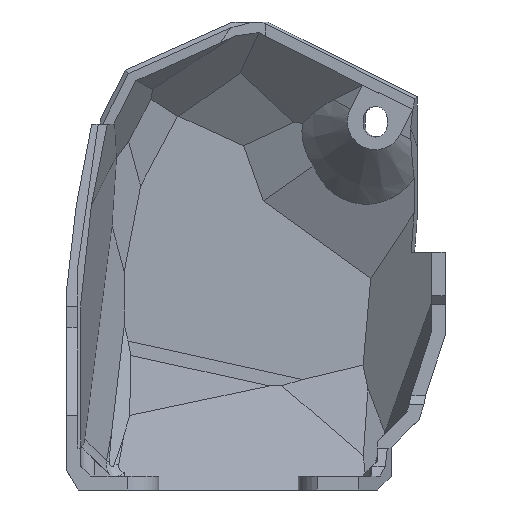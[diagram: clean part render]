
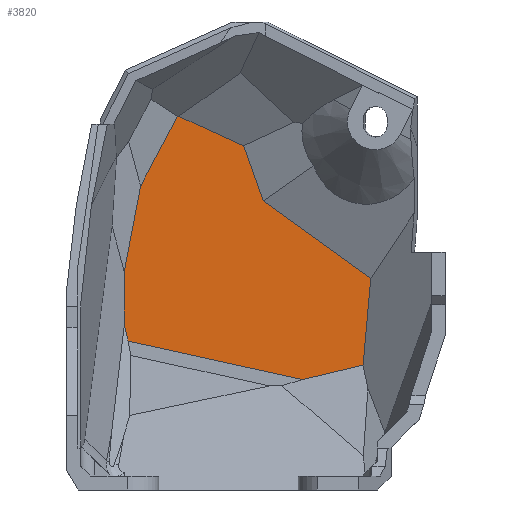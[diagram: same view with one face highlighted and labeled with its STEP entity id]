
A CAD part, left-side view. The second image highlights one B-rep face of the part: STEP entity #3820.
In plain terms, the highlighted planar face has unit normal (-1, 0, 0).
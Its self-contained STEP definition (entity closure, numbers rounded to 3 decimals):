
#4 = LINE ( 'NONE', #1407, #255 ) ;
#5 = EDGE_CURVE ( 'NONE', #3984, #1133, #2639, .T. ) ;
#255 = VECTOR ( 'NONE', #2157, 1000. ) ;
#256 = FACE_OUTER_BOUND ( 'NONE', #3382, .T. ) ;
#277 = CARTESIAN_POINT ( 'NONE',  ( 25., -15.632, 35.2 ) ) ;
#353 = CARTESIAN_POINT ( 'NONE',  ( 25., -0.658, 19.282 ) ) ;
#356 = EDGE_CURVE ( 'NONE', #2849, #3467, #2971, .T. ) ;
#383 = CARTESIAN_POINT ( 'NONE',  ( 25., 1.609, 28.786 ) ) ;
#410 = DIRECTION ( 'NONE',  ( 0., -0.232, -0.973 ) ) ;
#637 = CARTESIAN_POINT ( 'NONE',  ( 25., -27.304, 42.581 ) ) ;
#660 = LINE ( 'NONE', #4596, #854 ) ;
#683 = ORIENTED_EDGE ( 'NONE', *, *, #4553, .T. ) ;
#737 = VERTEX_POINT ( 'NONE', #3318 ) ;
#766 = CARTESIAN_POINT ( 'NONE',  ( 25., -34.265, 15.871 ) ) ;
#854 = VECTOR ( 'NONE', #1348, 1000. ) ;
#900 = CARTESIAN_POINT ( 'NONE',  ( 25., -7.72, 51.384 ) ) ;
#914 = DIRECTION ( 'NONE',  ( 0., 0.335, 0.942 ) ) ;
#990 = DIRECTION ( 'NONE',  ( 0., 0., -1. ) ) ;
#1032 = ORIENTED_EDGE ( 'NONE', *, *, #1694, .T. ) ;
#1040 = EDGE_CURVE ( 'NONE', #3476, #2849, #4, .T. ) ;
#1133 = VERTEX_POINT ( 'NONE', #900 ) ;
#1289 = CARTESIAN_POINT ( 'NONE',  ( 25., -19.972, 39.325 ) ) ;
#1299 = VERTEX_POINT ( 'NONE', #1289 ) ;
#1306 = EDGE_CURVE ( 'NONE', #737, #1299, #3866, .T. ) ;
#1329 = CARTESIAN_POINT ( 'NONE',  ( 25., -15.278, 52.521 ) ) ;
#1348 = DIRECTION ( 'NONE',  ( 0., 0.187, -0.982 ) ) ;
#1390 = DIRECTION ( 'NONE',  ( 0., 1., 0. ) ) ;
#1398 = DIRECTION ( 'NONE',  ( 0., 0.469, -0.883 ) ) ;
#1401 = CARTESIAN_POINT ( 'NONE',  ( 25., -0.113, 29.224 ) ) ;
#1407 = CARTESIAN_POINT ( 'NONE',  ( 25., -17.117, 15.643 ) ) ;
#1424 = VERTEX_POINT ( 'NONE', #1401 ) ;
#1433 = VERTEX_POINT ( 'NONE', #3957 ) ;
#1470 = ORIENTED_EDGE ( 'NONE', *, *, #356, .T. ) ;
#1477 = VERTEX_POINT ( 'NONE', #3642 ) ;
#1481 = VECTOR ( 'NONE', #3164, 1000. ) ;
#1500 = AXIS2_PLACEMENT_3D ( 'NONE', #277, #4690, #1390 ) ;
#1515 = CARTESIAN_POINT ( 'NONE',  ( 25., -25.545, 13.78 ) ) ;
#1537 = ORIENTED_EDGE ( 'NONE', *, *, #4258, .T. ) ;
#1694 = EDGE_CURVE ( 'NONE', #1299, #3963, #4219, .T. ) ;
#1719 = VECTOR ( 'NONE', #410, 1000. ) ;
#1777 = VECTOR ( 'NONE', #990, 1000. ) ;
#1913 = ORIENTED_EDGE ( 'NONE', *, *, #3453, .T. ) ;
#1984 = CARTESIAN_POINT ( 'NONE',  ( 25., -20.843, 53.195 ) ) ;
#2156 = ORIENTED_EDGE ( 'NONE', *, *, #1306, .T. ) ;
#2157 = DIRECTION ( 'NONE',  ( 0., -0.976, -0.216 ) ) ;
#2288 = CARTESIAN_POINT ( 'NONE',  ( 25., -7.923, 51.412 ) ) ;
#2400 = VECTOR ( 'NONE', #4444, 1000. ) ;
#2475 = VECTOR ( 'NONE', #4441, 1000. ) ;
#2506 = VECTOR ( 'NONE', #3568, 1000. ) ;
#2548 = EDGE_CURVE ( 'NONE', #1433, #3476, #4132, .T. ) ;
#2639 = LINE ( 'NONE', #1984, #2400 ) ;
#2782 = CARTESIAN_POINT ( 'NONE',  ( 25., -23.351, 36.894 ) ) ;
#2849 = VERTEX_POINT ( 'NONE', #1515 ) ;
#2858 = LINE ( 'NONE', #637, #2475 ) ;
#2894 = LINE ( 'NONE', #3276, #4629 ) ;
#2971 = LINE ( 'NONE', #3786, #3782 ) ;
#3164 = DIRECTION ( 'NONE',  ( 0., 0.812, 0.584 ) ) ;
#3276 = CARTESIAN_POINT ( 'NONE',  ( 25., -3.072, 42.632 ) ) ;
#3291 = CARTESIAN_POINT ( 'NONE',  ( 25., -17.171, 47.198 ) ) ;
#3318 = CARTESIAN_POINT ( 'NONE',  ( 25., -35.349, 28.261 ) ) ;
#3338 = ORIENTED_EDGE ( 'NONE', *, *, #1040, .T. ) ;
#3382 = EDGE_LOOP ( 'NONE', ( #1470, #1913, #2156, #1032, #1537, #4217, #4000, #4178, #683, #3889, #3338 ) ) ;
#3407 = VECTOR ( 'NONE', #914, 1000. ) ;
#3422 = DIRECTION ( 'NONE',  ( 0., -0.972, 0.233 ) ) ;
#3453 = EDGE_CURVE ( 'NONE', #3467, #737, #4315, .T. ) ;
#3467 = VERTEX_POINT ( 'NONE', #766 ) ;
#3476 = VERTEX_POINT ( 'NONE', #353 ) ;
#3568 = DIRECTION ( 'NONE',  ( 0., -0.087, 0.996 ) ) ;
#3585 = PLANE ( 'NONE',  #1500 ) ;
#3642 = CARTESIAN_POINT ( 'NONE',  ( 25., -2.443, 41.449 ) ) ;
#3782 = VECTOR ( 'NONE', #3422, 1000. ) ;
#3786 = CARTESIAN_POINT ( 'NONE',  ( 25., -15.749, 11.431 ) ) ;
#3820 = ADVANCED_FACE ( 'NONE', ( #256 ), #3585, .F. ) ;
#3866 = LINE ( 'NONE', #2782, #1481 ) ;
#3889 = ORIENTED_EDGE ( 'NONE', *, *, #2548, .T. ) ;
#3909 = LINE ( 'NONE', #4340, #1777 ) ;
#3925 = CARTESIAN_POINT ( 'NONE',  ( 25., -34.994, 24.201 ) ) ;
#3957 = CARTESIAN_POINT ( 'NONE',  ( 25., -0.113, 21.565 ) ) ;
#3963 = VERTEX_POINT ( 'NONE', #3291 ) ;
#3984 = VERTEX_POINT ( 'NONE', #2288 ) ;
#4000 = ORIENTED_EDGE ( 'NONE', *, *, #4545, .T. ) ;
#4132 = LINE ( 'NONE', #383, #1719 ) ;
#4144 = EDGE_CURVE ( 'NONE', #1477, #1424, #660, .T. ) ;
#4178 = ORIENTED_EDGE ( 'NONE', *, *, #4144, .T. ) ;
#4217 = ORIENTED_EDGE ( 'NONE', *, *, #5, .T. ) ;
#4219 = LINE ( 'NONE', #1329, #3407 ) ;
#4258 = EDGE_CURVE ( 'NONE', #3963, #3984, #2858, .T. ) ;
#4315 = LINE ( 'NONE', #3925, #2506 ) ;
#4340 = CARTESIAN_POINT ( 'NONE',  ( 25., -0.113, 45. ) ) ;
#4441 = DIRECTION ( 'NONE',  ( 0., 0.91, 0.415 ) ) ;
#4444 = DIRECTION ( 'NONE',  ( 0., 0.991, -0.137 ) ) ;
#4545 = EDGE_CURVE ( 'NONE', #1133, #1477, #2894, .T. ) ;
#4553 = EDGE_CURVE ( 'NONE', #1424, #1433, #3909, .T. ) ;
#4596 = CARTESIAN_POINT ( 'NONE',  ( 25., -2.576, 42.143 ) ) ;
#4629 = VECTOR ( 'NONE', #1398, 1000. ) ;
#4690 = DIRECTION ( 'NONE',  ( 1., 0., 0. ) ) ;
